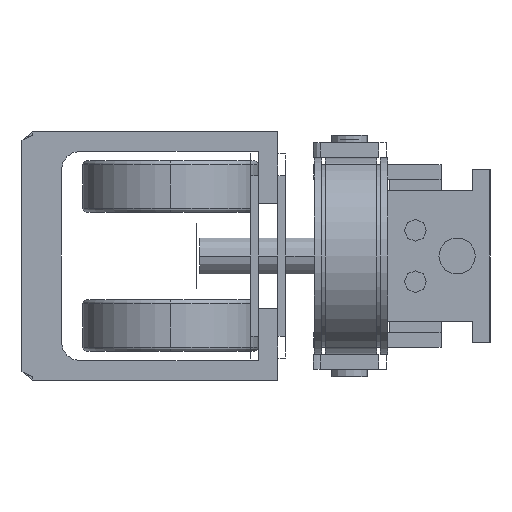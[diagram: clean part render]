
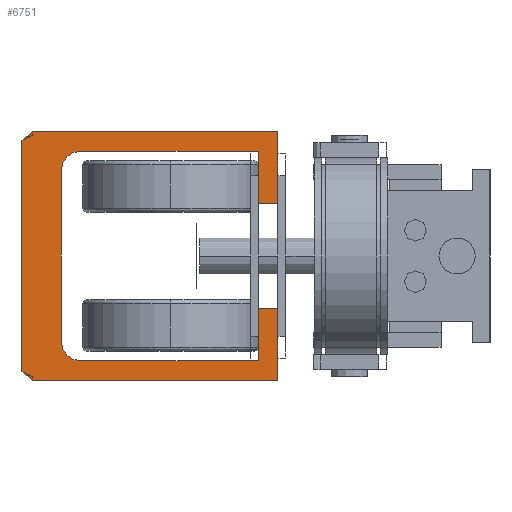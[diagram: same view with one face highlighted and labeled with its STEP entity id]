
A CAD part, left-side view. The second image highlights one B-rep face of the part: STEP entity #6751.
In plain terms, the highlighted planar face has unit normal (-1, 0, 0).
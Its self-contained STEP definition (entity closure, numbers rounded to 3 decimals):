
#192 = VECTOR ( 'NONE', #8803, 1000. ) ;
#296 = LINE ( 'NONE', #4108, #192 ) ;
#298 = LINE ( 'NONE', #3203, #3990 ) ;
#414 = ORIENTED_EDGE ( 'NONE', *, *, #9467, .F. ) ;
#421 = CARTESIAN_POINT ( 'NONE',  ( -1580.43, 161.7, 3014.3 ) ) ;
#510 = EDGE_CURVE ( 'NONE', #2306, #6366, #3740, .T. ) ;
#516 = DIRECTION ( 'NONE',  ( 0., 0., -1. ) ) ;
#531 = EDGE_CURVE ( 'NONE', #4660, #1859, #9174, .T. ) ;
#537 = ORIENTED_EDGE ( 'NONE', *, *, #6315, .T. ) ;
#622 = CARTESIAN_POINT ( 'NONE',  ( -1580.43, 161.7, 3011.8 ) ) ;
#922 = CIRCLE ( 'NONE', #6360, 2.5 ) ;
#1048 = CARTESIAN_POINT ( 'NONE',  ( -1580.43, 132.1, 2983. ) ) ;
#1089 = CARTESIAN_POINT ( 'NONE',  ( -1580.43, 134.8, 3014.3 ) ) ;
#1159 = CARTESIAN_POINT ( 'NONE',  ( -1580.43, 165.444, 3016.408 ) ) ;
#1262 = CARTESIAN_POINT ( 'NONE',  ( -1580.43, 159.2, 2988.2 ) ) ;
#1295 = LINE ( 'NONE', #9505, #2388 ) ;
#1494 = ORIENTED_EDGE ( 'NONE', *, *, #8233, .F. ) ;
#1533 = CARTESIAN_POINT ( 'NONE',  ( -1580.43, 134.8, 2992.8 ) ) ;
#1763 = DIRECTION ( 'NONE',  ( 1., 0., 0. ) ) ;
#1797 = CARTESIAN_POINT ( 'NONE',  ( -1580.43, 132.1, 2992.8 ) ) ;
#1852 = CARTESIAN_POINT ( 'NONE',  ( -1580.43, 161.7, 2988.2 ) ) ;
#1859 = VERTEX_POINT ( 'NONE', #1089 ) ;
#1881 = VECTOR ( 'NONE', #4491, 1000. ) ;
#2019 = VECTOR ( 'NONE', #8329, 1000. ) ;
#2078 = VERTEX_POINT ( 'NONE', #622 ) ;
#2223 = VECTOR ( 'NONE', #3288, 1000. ) ;
#2306 = VERTEX_POINT ( 'NONE', #7830 ) ;
#2325 = DIRECTION ( 'NONE',  ( 0., -1., 0. ) ) ;
#2388 = VECTOR ( 'NONE', #4215, 1000. ) ;
#2468 = B_SPLINE_CURVE_WITH_KNOTS ( 'NONE', 3,
 ( #4221, #5020, #9553, #7255, #4266, #2696 ),
 .UNSPECIFIED., .F., .F.,
 ( 4, 1, 1, 4 ),
 ( 0.426, 0.493, 0.847, 1. ),
 .UNSPECIFIED. ) ;
#2535 = CARTESIAN_POINT ( 'NONE',  ( -1580.43, 167.1, 3000. ) ) ;
#2696 = CARTESIAN_POINT ( 'NONE',  ( -1580.43, 167.1, 2984.184 ) ) ;
#2793 = CARTESIAN_POINT ( 'NONE',  ( -1580.43, 166.987, 3015.952 ) ) ;
#2799 = DIRECTION ( 'NONE',  ( 0., 0., 1. ) ) ;
#2925 = VERTEX_POINT ( 'NONE', #6144 ) ;
#3078 = B_SPLINE_CURVE_WITH_KNOTS ( 'NONE', 3,
 ( #7258, #2793, #4324, #1159, #6508, #7357 ),
 .UNSPECIFIED., .F., .F.,
 ( 4, 1, 1, 4 ),
 ( 0.177, 0.33, 0.684, 0.751 ),
 .UNSPECIFIED. ) ;
#3082 = DIRECTION ( 'NONE',  ( 0., -1., 0. ) ) ;
#3203 = CARTESIAN_POINT ( 'NONE',  ( -1580.43, 167.1, 2983. ) ) ;
#3288 = DIRECTION ( 'NONE',  ( 0., 1., 0. ) ) ;
#3337 = LINE ( 'NONE', #1797, #2223 ) ;
#3370 = EDGE_CURVE ( 'NONE', #8819, #8509, #4132, .T. ) ;
#3489 = ORIENTED_EDGE ( 'NONE', *, *, #3729, .F. ) ;
#3545 = ORIENTED_EDGE ( 'NONE', *, *, #7723, .F. ) ;
#3569 = LINE ( 'NONE', #421, #7332 ) ;
#3702 = ORIENTED_EDGE ( 'NONE', *, *, #6745, .T. ) ;
#3729 = EDGE_CURVE ( 'NONE', #4056, #6684, #296, .T. ) ;
#3740 = LINE ( 'NONE', #3891, #6980 ) ;
#3845 = CARTESIAN_POINT ( 'NONE',  ( -1580.43, 132.1, 2992.8 ) ) ;
#3890 = ORIENTED_EDGE ( 'NONE', *, *, #510, .T. ) ;
#3891 = CARTESIAN_POINT ( 'NONE',  ( -1580.43, 134.8, 3007.2 ) ) ;
#3961 = DIRECTION ( 'NONE',  ( 0., 0., -1. ) ) ;
#3965 = VERTEX_POINT ( 'NONE', #7387 ) ;
#3990 = VECTOR ( 'NONE', #8650, 1000. ) ;
#4056 = VERTEX_POINT ( 'NONE', #3845 ) ;
#4108 = CARTESIAN_POINT ( 'NONE',  ( -1580.43, 132.1, 2983. ) ) ;
#4132 = LINE ( 'NONE', #6282, #5929 ) ;
#4136 = ORIENTED_EDGE ( 'NONE', *, *, #3370, .T. ) ;
#4173 = DIRECTION ( 'NONE',  ( 0., 0., 1. ) ) ;
#4215 = DIRECTION ( 'NONE',  ( 0., 0., -1. ) ) ;
#4221 = CARTESIAN_POINT ( 'NONE',  ( -1580.43, 165.719, 2983. ) ) ;
#4233 = EDGE_LOOP ( 'NONE', ( #4359, #4562, #3489, #3702, #4136, #6680, #5030, #6642, #537, #8612, #7924, #3890, #5204, #3545, #414, #1494 ) ) ;
#4266 = CARTESIAN_POINT ( 'NONE',  ( -1580.43, 166.987, 2984.048 ) ) ;
#4324 = CARTESIAN_POINT ( 'NONE',  ( -1580.43, 166.362, 3016.339 ) ) ;
#4359 = ORIENTED_EDGE ( 'NONE', *, *, #7402, .F. ) ;
#4393 = LINE ( 'NONE', #5230, #1881 ) ;
#4491 = DIRECTION ( 'NONE',  ( 0., -1., 0. ) ) ;
#4536 = CARTESIAN_POINT ( 'NONE',  ( -1580.43, 165.719, 2983. ) ) ;
#4562 = ORIENTED_EDGE ( 'NONE', *, *, #8594, .F. ) ;
#4599 = CARTESIAN_POINT ( 'NONE',  ( -1580.43, 167.1, 3014.3 ) ) ;
#4649 = AXIS2_PLACEMENT_3D ( 'NONE', #2535, #8539, #4862 ) ;
#4660 = VERTEX_POINT ( 'NONE', #8112 ) ;
#4723 = CARTESIAN_POINT ( 'NONE',  ( -1580.43, 134.8, 2985.7 ) ) ;
#4862 = DIRECTION ( 'NONE',  ( 0., 0., 1. ) ) ;
#4906 = VERTEX_POINT ( 'NONE', #5023 ) ;
#5020 = CARTESIAN_POINT ( 'NONE',  ( -1580.43, 165.672, 2983.079 ) ) ;
#5023 = CARTESIAN_POINT ( 'NONE',  ( -1580.43, 159.2, 2985.7 ) ) ;
#5030 = ORIENTED_EDGE ( 'NONE', *, *, #7884, .T. ) ;
#5167 = AXIS2_PLACEMENT_3D ( 'NONE', #8602, #1763, #3961 ) ;
#5204 = ORIENTED_EDGE ( 'NONE', *, *, #7462, .F. ) ;
#5230 = CARTESIAN_POINT ( 'NONE',  ( -1580.43, 167.1, 3017. ) ) ;
#5384 = VECTOR ( 'NONE', #2325, 1000. ) ;
#5929 = VECTOR ( 'NONE', #9475, 1000. ) ;
#6144 = CARTESIAN_POINT ( 'NONE',  ( -1580.43, 167.1, 2984.184 ) ) ;
#6243 = CARTESIAN_POINT ( 'NONE',  ( -1580.43, 132.1, 3017. ) ) ;
#6282 = CARTESIAN_POINT ( 'NONE',  ( -1580.43, 134.8, 2983. ) ) ;
#6306 = VERTEX_POINT ( 'NONE', #1852 ) ;
#6315 = EDGE_CURVE ( 'NONE', #2078, #4660, #7556, .T. ) ;
#6360 = AXIS2_PLACEMENT_3D ( 'NONE', #1262, #7407, #2799 ) ;
#6366 = VERTEX_POINT ( 'NONE', #6457 ) ;
#6457 = CARTESIAN_POINT ( 'NONE',  ( -1580.43, 132.1, 3007.2 ) ) ;
#6504 = EDGE_CURVE ( 'NONE', #1859, #2306, #1295, .T. ) ;
#6508 = CARTESIAN_POINT ( 'NONE',  ( -1580.43, 165.672, 3016.921 ) ) ;
#6642 = ORIENTED_EDGE ( 'NONE', *, *, #9024, .F. ) ;
#6680 = ORIENTED_EDGE ( 'NONE', *, *, #7301, .T. ) ;
#6684 = VERTEX_POINT ( 'NONE', #1048 ) ;
#6745 = EDGE_CURVE ( 'NONE', #4056, #8819, #3337, .T. ) ;
#6751 = ADVANCED_FACE ( 'NONE', ( #9290 ), #9390, .T. ) ;
#6808 = CARTESIAN_POINT ( 'NONE',  ( -1580.43, 167.1, 3015.816 ) ) ;
#6980 = VECTOR ( 'NONE', #3082, 1000. ) ;
#6985 = LINE ( 'NONE', #6243, #2019 ) ;
#7255 = CARTESIAN_POINT ( 'NONE',  ( -1580.43, 166.362, 2983.661 ) ) ;
#7258 = CARTESIAN_POINT ( 'NONE',  ( -1580.43, 167.1, 3015.816 ) ) ;
#7301 = EDGE_CURVE ( 'NONE', #8509, #4906, #9199, .T. ) ;
#7302 = LINE ( 'NONE', #7354, #8762 ) ;
#7332 = VECTOR ( 'NONE', #516, 1000. ) ;
#7354 = CARTESIAN_POINT ( 'NONE',  ( -1580.43, 167.1, 2983. ) ) ;
#7357 = CARTESIAN_POINT ( 'NONE',  ( -1580.43, 165.719, 3017. ) ) ;
#7387 = CARTESIAN_POINT ( 'NONE',  ( -1580.43, 132.1, 3017. ) ) ;
#7402 = EDGE_CURVE ( 'NONE', #9525, #2925, #2468, .T. ) ;
#7407 = DIRECTION ( 'NONE',  ( 1., 0., 0. ) ) ;
#7439 = VECTOR ( 'NONE', #9412, 1000. ) ;
#7462 = EDGE_CURVE ( 'NONE', #3965, #6366, #6985, .T. ) ;
#7556 = CIRCLE ( 'NONE', #5167, 2.5 ) ;
#7723 = EDGE_CURVE ( 'NONE', #7735, #3965, #4393, .T. ) ;
#7735 = VERTEX_POINT ( 'NONE', #9877 ) ;
#7830 = CARTESIAN_POINT ( 'NONE',  ( -1580.43, 134.8, 3007.2 ) ) ;
#7884 = EDGE_CURVE ( 'NONE', #4906, #6306, #922, .T. ) ;
#7924 = ORIENTED_EDGE ( 'NONE', *, *, #6504, .T. ) ;
#8112 = CARTESIAN_POINT ( 'NONE',  ( -1580.43, 159.2, 3014.3 ) ) ;
#8233 = EDGE_CURVE ( 'NONE', #2925, #9153, #7302, .T. ) ;
#8329 = DIRECTION ( 'NONE',  ( 0., 0., -1. ) ) ;
#8506 = CARTESIAN_POINT ( 'NONE',  ( -1580.43, 167.1, 2985.7 ) ) ;
#8509 = VERTEX_POINT ( 'NONE', #4723 ) ;
#8539 = DIRECTION ( 'NONE',  ( -1., 0., 0. ) ) ;
#8594 = EDGE_CURVE ( 'NONE', #6684, #9525, #298, .T. ) ;
#8602 = CARTESIAN_POINT ( 'NONE',  ( -1580.43, 159.2, 3011.8 ) ) ;
#8612 = ORIENTED_EDGE ( 'NONE', *, *, #531, .T. ) ;
#8650 = DIRECTION ( 'NONE',  ( 0., 1., 0. ) ) ;
#8762 = VECTOR ( 'NONE', #4173, 1000. ) ;
#8803 = DIRECTION ( 'NONE',  ( 0., 0., -1. ) ) ;
#8819 = VERTEX_POINT ( 'NONE', #1533 ) ;
#9024 = EDGE_CURVE ( 'NONE', #2078, #6306, #3569, .T. ) ;
#9153 = VERTEX_POINT ( 'NONE', #6808 ) ;
#9174 = LINE ( 'NONE', #4599, #5384 ) ;
#9199 = LINE ( 'NONE', #8506, #7439 ) ;
#9290 = FACE_OUTER_BOUND ( 'NONE', #4233, .T. ) ;
#9390 = PLANE ( 'NONE',  #4649 ) ;
#9412 = DIRECTION ( 'NONE',  ( 0., 1., 0. ) ) ;
#9467 = EDGE_CURVE ( 'NONE', #9153, #7735, #3078, .T. ) ;
#9475 = DIRECTION ( 'NONE',  ( 0., 0., -1. ) ) ;
#9505 = CARTESIAN_POINT ( 'NONE',  ( -1580.43, 134.8, 3017. ) ) ;
#9525 = VERTEX_POINT ( 'NONE', #4536 ) ;
#9553 = CARTESIAN_POINT ( 'NONE',  ( -1580.43, 165.444, 2983.592 ) ) ;
#9877 = CARTESIAN_POINT ( 'NONE',  ( -1580.43, 165.719, 3017. ) ) ;
